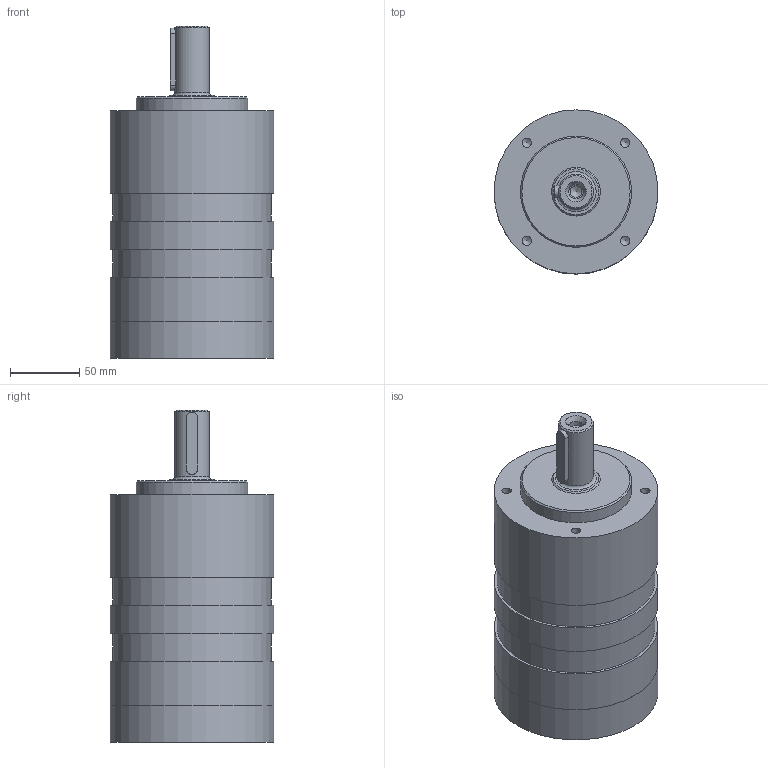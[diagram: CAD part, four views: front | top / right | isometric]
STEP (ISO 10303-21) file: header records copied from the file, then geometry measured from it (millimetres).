
FILE_DESCRIPTION((''),'2;1');
FILE_NAME('EPL118_2_19x40_443_Z70Tk90_D7D118_stp.stp','2013-01-03T16:45:41',('Mario'),(''),'Autodesk Inventor 2012','Autodesk Inventor 2012','');
FILE_SCHEMA(('AUTOMOTIVE_DESIGN { 1 0 10303 214 1 1 1 1 }'));
Length unit declared in the file: millimetre
Products named in the file (1): EPL118_2_19x40_443_Z70Tk90_D7D118
Bounding box: 118 x 118 x 239 mm (x, y, z)
Volume: 1953131.2 mm3; surface area: 106511 mm2
Topology: 1 solids, 1 shells, 61 faces, 109 edges, 69 vertices
Faces by surface type: cylinder 26, plane 23, cone 11, torus 1
Full cylindrical faces by diameter (mm): 6.647 x4, 7 x4, 8.376 x1, 10.5 x1, 11 x4, 19 x1, 25 x1, 70 x1, 80 x1, 114 x2, 117.9 x1, 118 x3
Entity records: 1314 total; most frequent: DIRECTION 246, CARTESIAN_POINT 226, ORIENTED_EDGE 134, AXIS2_PLACEMENT_3D 119, EDGE_LOOP 116, EDGE_CURVE 67, VERTEX_POINT 63, FACE_OUTER_BOUND 61
